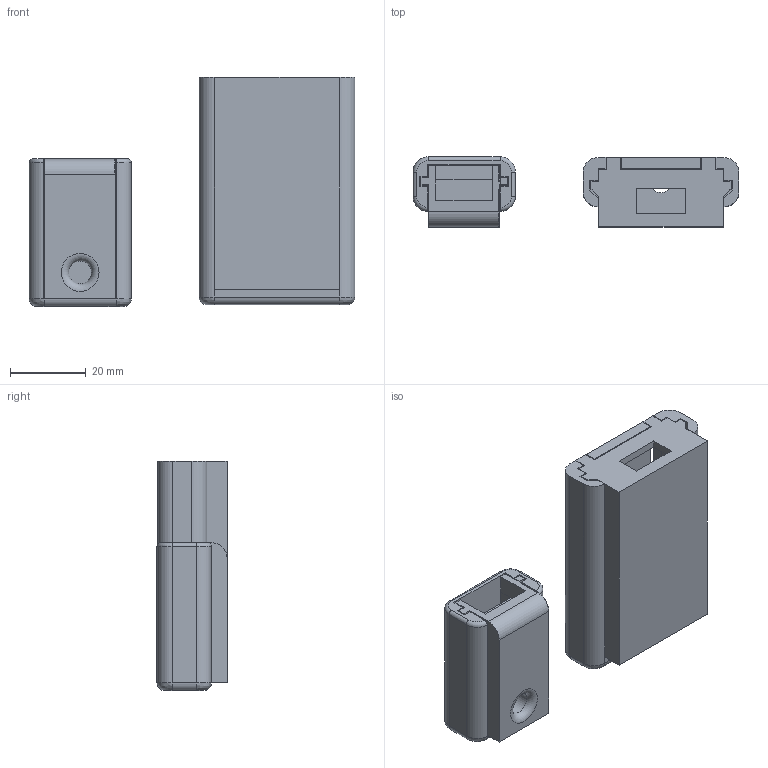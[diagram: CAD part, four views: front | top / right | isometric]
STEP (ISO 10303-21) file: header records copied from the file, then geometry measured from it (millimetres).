
FILE_DESCRIPTION(/* description */ (''),/* implementation_level */ '2;1');
FILE_NAME(/* name */ 'Home_Assistant_Glow.step',/* time_stamp */ '2022-11-12T16:56:09+01:00',/* author */ (''),/* organization */ (''),/* preprocessor_version */ 'ST-DEVELOPER v19.2',/* originating_system */ 'Autodesk Translation Framework v11.17.0.187',/* authorisation */ '');
FILE_SCHEMA (('AUTOMOTIVE_DESIGN { 1 0 10303 214 3 1 1 }'));
Length unit declared in the file: millimetre
Products named in the file (1): Home Assistant Glow
Bounding box: 86.1 x 18.5 x 60.5 mm (x, y, z)
Volume: 32575.2 mm3; surface area: 26533.2 mm2
Topology: 4 solids, 4 shells, 202 faces, 546 edges, 356 vertices
Faces by surface type: plane 138, cylinder 30, bspline 28, torus 6
Full cylindrical faces by diameter (mm): 2.1 x4, 5.3 x1, 5.5 x1, 6 x1
Entity records: 6579 total; most frequent: CARTESIAN_POINT 1545, ORIENTED_EDGE 1092, DIRECTION 945, EDGE_CURVE 546, LINE 433, VECTOR 433, VERTEX_POINT 356, AXIS2_PLACEMENT_3D 256
